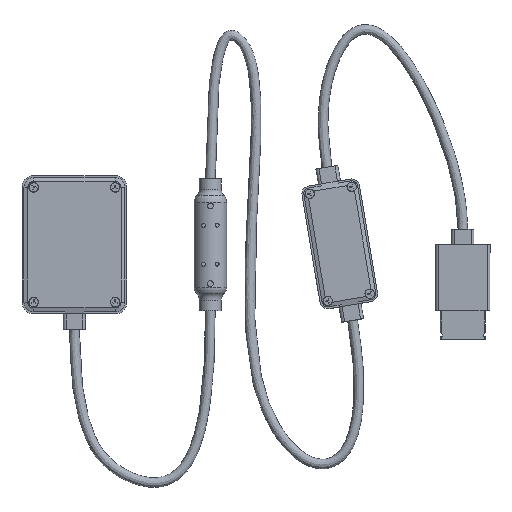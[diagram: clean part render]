
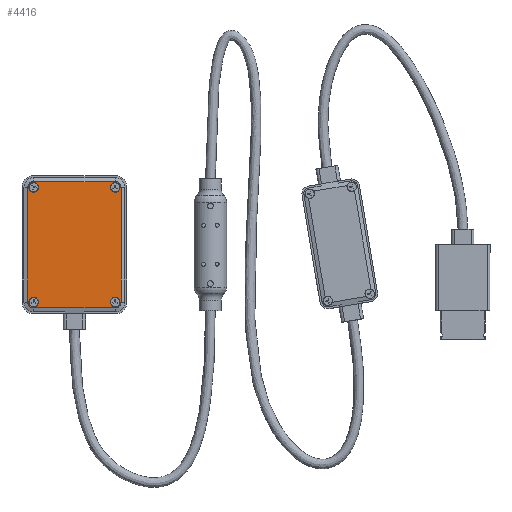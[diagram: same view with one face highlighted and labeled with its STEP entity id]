
A CAD part, front view. The second image highlights one B-rep face of the part: STEP entity #4416.
In plain terms, the highlighted planar face has unit normal (0, -1, 0).
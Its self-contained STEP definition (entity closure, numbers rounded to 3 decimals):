
#390 = FACE_OUTER_BOUND ( 'NONE', #21764, .T. ) ;
#627 = EDGE_CURVE ( 'NONE', #11152, #13357, #23990, .T. ) ;
#665 = EDGE_CURVE ( 'NONE', #914, #3818, #21376, .T. ) ;
#837 = VERTEX_POINT ( 'NONE', #14596 ) ;
#914 = VERTEX_POINT ( 'NONE', #11093 ) ;
#922 = DIRECTION ( 'NONE',  ( 0., 0., 1. ) ) ;
#1444 = VERTEX_POINT ( 'NONE', #15251 ) ;
#1448 = ORIENTED_EDGE ( 'NONE', *, *, #1781, .T. ) ;
#1532 = FACE_BOUND ( 'NONE', #20601, .T. ) ;
#1573 = AXIS2_PLACEMENT_3D ( 'NONE', #4964, #14047, #6501 ) ;
#1731 = VERTEX_POINT ( 'NONE', #23192 ) ;
#1781 = EDGE_CURVE ( 'NONE', #837, #14326, #6268, .T. ) ;
#1869 = DIRECTION ( 'NONE',  ( 0., -1., 0. ) ) ;
#1907 = DIRECTION ( 'NONE',  ( 0., -1., 0. ) ) ;
#1981 = DIRECTION ( 'NONE',  ( 0., 0., 1. ) ) ;
#1982 = DIRECTION ( 'NONE',  ( 0., 0., -1. ) ) ;
#2508 = VECTOR ( 'NONE', #12464, 1000. ) ;
#2648 = CARTESIAN_POINT ( 'NONE',  ( -10.5, -0.4, -16.03 ) ) ;
#2781 = CARTESIAN_POINT ( 'NONE',  ( -10.5, -0.4, 14.78 ) ) ;
#2817 = CARTESIAN_POINT ( 'NONE',  ( 10.5, -0.4, -14.78 ) ) ;
#2847 = AXIS2_PLACEMENT_3D ( 'NONE', #7612, #3816, #20376 ) ;
#3277 = FACE_BOUND ( 'NONE', #21925, .T. ) ;
#3294 = VERTEX_POINT ( 'NONE', #12164 ) ;
#3301 = DIRECTION ( 'NONE',  ( 0., -1., 0. ) ) ;
#3353 = EDGE_CURVE ( 'NONE', #14326, #9404, #21531, .T. ) ;
#3373 = ORIENTED_EDGE ( 'NONE', *, *, #15196, .T. ) ;
#3468 = DIRECTION ( 'NONE',  ( 0., 0., -1. ) ) ;
#3816 = DIRECTION ( 'NONE',  ( 0., -1., 0. ) ) ;
#3818 = VERTEX_POINT ( 'NONE', #2648 ) ;
#3886 = ORIENTED_EDGE ( 'NONE', *, *, #14879, .T. ) ;
#4190 = VECTOR ( 'NONE', #17302, 1000. ) ;
#4416 = ADVANCED_FACE ( 'NONE', ( #8227, #13450, #3277, #1532, #390 ), #13808, .F. ) ;
#4507 = CARTESIAN_POINT ( 'NONE',  ( 10.5, -0.4, -16.03 ) ) ;
#4643 = DIRECTION ( 'NONE',  ( 0., 0., -1. ) ) ;
#4876 = CIRCLE ( 'NONE', #14348, 1.25 ) ;
#4964 = CARTESIAN_POINT ( 'NONE',  ( -10.5, -0.4, -14.78 ) ) ;
#5099 = DIRECTION ( 'NONE',  ( 0., -1., 0. ) ) ;
#5168 = CARTESIAN_POINT ( 'NONE',  ( 10.5, -0.4, 14.78 ) ) ;
#5182 = ORIENTED_EDGE ( 'NONE', *, *, #10281, .T. ) ;
#5219 = EDGE_CURVE ( 'NONE', #13357, #11152, #8737, .T. ) ;
#5284 = AXIS2_PLACEMENT_3D ( 'NONE', #12115, #23474, #16051 ) ;
#5525 = AXIS2_PLACEMENT_3D ( 'NONE', #2817, #11830, #22872 ) ;
#5708 = CARTESIAN_POINT ( 'NONE',  ( 10.5, -0.4, 16.03 ) ) ;
#5864 = VECTOR ( 'NONE', #922, 1000. ) ;
#6022 = DIRECTION ( 'NONE',  ( 0., 0., 1. ) ) ;
#6268 = LINE ( 'NONE', #17771, #2508 ) ;
#6500 = DIRECTION ( 'NONE',  ( 0., -1., 0. ) ) ;
#6501 = DIRECTION ( 'NONE',  ( 0., 0., -1. ) ) ;
#7018 = DIRECTION ( 'NONE',  ( 0., 0., -1. ) ) ;
#7108 = DIRECTION ( 'NONE',  ( 0., 0., 1. ) ) ;
#7144 = ORIENTED_EDGE ( 'NONE', *, *, #665, .F. ) ;
#7214 = CIRCLE ( 'NONE', #11008, 1.5 ) ;
#7612 = CARTESIAN_POINT ( 'NONE',  ( 10.5, -0.4, -14.78 ) ) ;
#7635 = CARTESIAN_POINT ( 'NONE',  ( 12., -0.4, -14.78 ) ) ;
#7812 = EDGE_CURVE ( 'NONE', #17830, #1444, #19016, .T. ) ;
#7983 = CIRCLE ( 'NONE', #8384, 1.25 ) ;
#8167 = EDGE_CURVE ( 'NONE', #8853, #8971, #17557, .T. ) ;
#8227 = FACE_BOUND ( 'NONE', #21014, .T. ) ;
#8288 = CARTESIAN_POINT ( 'NONE',  ( 10.5, -0.4, -16.28 ) ) ;
#8384 = AXIS2_PLACEMENT_3D ( 'NONE', #5168, #23923, #7018 ) ;
#8520 = VERTEX_POINT ( 'NONE', #5708 ) ;
#8706 = ORIENTED_EDGE ( 'NONE', *, *, #9302, .T. ) ;
#8730 = CARTESIAN_POINT ( 'NONE',  ( 10.5, -0.4, -13.53 ) ) ;
#8737 = CIRCLE ( 'NONE', #2847, 1.25 ) ;
#8853 = VERTEX_POINT ( 'NONE', #16633 ) ;
#8971 = VERTEX_POINT ( 'NONE', #7635 ) ;
#9302 = EDGE_CURVE ( 'NONE', #3294, #8853, #23611, .T. ) ;
#9404 = VERTEX_POINT ( 'NONE', #21824 ) ;
#9520 = DIRECTION ( 'NONE',  ( 0., -1., 0. ) ) ;
#9566 = EDGE_CURVE ( 'NONE', #8520, #21489, #22724, .T. ) ;
#9844 = AXIS2_PLACEMENT_3D ( 'NONE', #20393, #9520, #1981 ) ;
#10257 = CIRCLE ( 'NONE', #9844, 1.5 ) ;
#10281 = EDGE_CURVE ( 'NONE', #1731, #3294, #7214, .T. ) ;
#11008 = AXIS2_PLACEMENT_3D ( 'NONE', #22593, #17279, #6022 ) ;
#11093 = CARTESIAN_POINT ( 'NONE',  ( -10.5, -0.4, -13.53 ) ) ;
#11152 = VERTEX_POINT ( 'NONE', #8730 ) ;
#11339 = ORIENTED_EDGE ( 'NONE', *, *, #5219, .F. ) ;
#11503 = CIRCLE ( 'NONE', #22138, 1.25 ) ;
#11830 = DIRECTION ( 'NONE',  ( 0., -1., 0. ) ) ;
#12039 = VERTEX_POINT ( 'NONE', #21207 ) ;
#12111 = CARTESIAN_POINT ( 'NONE',  ( -10.5, -0.4, 16.03 ) ) ;
#12115 = CARTESIAN_POINT ( 'NONE',  ( 10.5, -0.4, -14.78 ) ) ;
#12164 = CARTESIAN_POINT ( 'NONE',  ( -10.5, -0.4, -16.28 ) ) ;
#12185 = AXIS2_PLACEMENT_3D ( 'NONE', #14256, #3301, #7108 ) ;
#12201 = ORIENTED_EDGE ( 'NONE', *, *, #8167, .T. ) ;
#12247 = ORIENTED_EDGE ( 'NONE', *, *, #627, .F. ) ;
#12464 = DIRECTION ( 'NONE',  ( -1., 0., 0. ) ) ;
#12495 = DIRECTION ( 'NONE',  ( 0., 0., -1. ) ) ;
#13357 = VERTEX_POINT ( 'NONE', #4507 ) ;
#13450 = FACE_BOUND ( 'NONE', #17532, .T. ) ;
#13799 = CARTESIAN_POINT ( 'NONE',  ( 12., -0.4, 14.78 ) ) ;
#13808 = PLANE ( 'NONE',  #14831 ) ;
#13882 = DIRECTION ( 'NONE',  ( 0., 0., 1. ) ) ;
#13912 = ORIENTED_EDGE ( 'NONE', *, *, #3353, .T. ) ;
#14047 = DIRECTION ( 'NONE',  ( 0., -1., 0. ) ) ;
#14256 = CARTESIAN_POINT ( 'NONE',  ( -10.5, -0.4, 14.78 ) ) ;
#14326 = VERTEX_POINT ( 'NONE', #22148 ) ;
#14348 = AXIS2_PLACEMENT_3D ( 'NONE', #15731, #6500, #4643 ) ;
#14596 = CARTESIAN_POINT ( 'NONE',  ( 10.5, -0.4, 16.28 ) ) ;
#14831 = AXIS2_PLACEMENT_3D ( 'NONE', #2781, #23235, #13882 ) ;
#14879 = EDGE_CURVE ( 'NONE', #12039, #837, #10257, .T. ) ;
#15196 = EDGE_CURVE ( 'NONE', #8971, #12039, #23513, .T. ) ;
#15251 = CARTESIAN_POINT ( 'NONE',  ( -10.5, -0.4, 13.53 ) ) ;
#15731 = CARTESIAN_POINT ( 'NONE',  ( -10.5, -0.4, 14.78 ) ) ;
#16051 = DIRECTION ( 'NONE',  ( 0., 0., -1. ) ) ;
#16124 = ORIENTED_EDGE ( 'NONE', *, *, #23920, .F. ) ;
#16633 = CARTESIAN_POINT ( 'NONE',  ( 10.5, -0.4, -16.28 ) ) ;
#16951 = LINE ( 'NONE', #18905, #4190 ) ;
#17279 = DIRECTION ( 'NONE',  ( 0., -1., 0. ) ) ;
#17302 = DIRECTION ( 'NONE',  ( 0., 0., -1. ) ) ;
#17532 = EDGE_LOOP ( 'NONE', ( #16124, #19471 ) ) ;
#17557 = CIRCLE ( 'NONE', #5525, 1.5 ) ;
#17771 = CARTESIAN_POINT ( 'NONE',  ( -10.5, -0.4, 16.28 ) ) ;
#17830 = VERTEX_POINT ( 'NONE', #12111 ) ;
#18068 = AXIS2_PLACEMENT_3D ( 'NONE', #23773, #5099, #12495 ) ;
#18556 = ORIENTED_EDGE ( 'NONE', *, *, #20578, .F. ) ;
#18692 = VECTOR ( 'NONE', #23064, 1000. ) ;
#18905 = CARTESIAN_POINT ( 'NONE',  ( -12., -0.4, -14.78 ) ) ;
#19016 = CIRCLE ( 'NONE', #18068, 1.25 ) ;
#19140 = EDGE_CURVE ( 'NONE', #3818, #914, #11503, .T. ) ;
#19226 = ORIENTED_EDGE ( 'NONE', *, *, #20836, .T. ) ;
#19260 = ORIENTED_EDGE ( 'NONE', *, *, #9566, .F. ) ;
#19359 = CARTESIAN_POINT ( 'NONE',  ( 10.5, -0.4, 13.53 ) ) ;
#19471 = ORIENTED_EDGE ( 'NONE', *, *, #7812, .F. ) ;
#20202 = CARTESIAN_POINT ( 'NONE',  ( 10.5, -0.4, 14.78 ) ) ;
#20250 = AXIS2_PLACEMENT_3D ( 'NONE', #20202, #1869, #3468 ) ;
#20376 = DIRECTION ( 'NONE',  ( 0., 0., -1. ) ) ;
#20393 = CARTESIAN_POINT ( 'NONE',  ( 10.5, -0.4, 14.78 ) ) ;
#20394 = CARTESIAN_POINT ( 'NONE',  ( -10.5, -0.4, -14.78 ) ) ;
#20578 = EDGE_CURVE ( 'NONE', #21489, #8520, #7983, .T. ) ;
#20601 = EDGE_LOOP ( 'NONE', ( #18556, #19260 ) ) ;
#20836 = EDGE_CURVE ( 'NONE', #9404, #1731, #16951, .T. ) ;
#21014 = EDGE_LOOP ( 'NONE', ( #11339, #12247 ) ) ;
#21207 = CARTESIAN_POINT ( 'NONE',  ( 12., -0.4, 14.78 ) ) ;
#21376 = CIRCLE ( 'NONE', #1573, 1.25 ) ;
#21489 = VERTEX_POINT ( 'NONE', #19359 ) ;
#21531 = CIRCLE ( 'NONE', #12185, 1.5 ) ;
#21764 = EDGE_LOOP ( 'NONE', ( #13912, #19226, #5182, #8706, #12201, #3373, #3886, #1448 ) ) ;
#21824 = CARTESIAN_POINT ( 'NONE',  ( -12., -0.4, 14.78 ) ) ;
#21925 = EDGE_LOOP ( 'NONE', ( #23932, #7144 ) ) ;
#22138 = AXIS2_PLACEMENT_3D ( 'NONE', #20394, #1907, #1982 ) ;
#22148 = CARTESIAN_POINT ( 'NONE',  ( -10.5, -0.4, 16.28 ) ) ;
#22593 = CARTESIAN_POINT ( 'NONE',  ( -10.5, -0.4, -14.78 ) ) ;
#22724 = CIRCLE ( 'NONE', #20250, 1.25 ) ;
#22872 = DIRECTION ( 'NONE',  ( 0., 0., 1. ) ) ;
#23064 = DIRECTION ( 'NONE',  ( 1., 0., 0. ) ) ;
#23192 = CARTESIAN_POINT ( 'NONE',  ( -12., -0.4, -14.78 ) ) ;
#23235 = DIRECTION ( 'NONE',  ( 0., 1., 0. ) ) ;
#23474 = DIRECTION ( 'NONE',  ( 0., -1., 0. ) ) ;
#23513 = LINE ( 'NONE', #13799, #5864 ) ;
#23611 = LINE ( 'NONE', #8288, #18692 ) ;
#23773 = CARTESIAN_POINT ( 'NONE',  ( -10.5, -0.4, 14.78 ) ) ;
#23920 = EDGE_CURVE ( 'NONE', #1444, #17830, #4876, .T. ) ;
#23923 = DIRECTION ( 'NONE',  ( 0., -1., 0. ) ) ;
#23932 = ORIENTED_EDGE ( 'NONE', *, *, #19140, .F. ) ;
#23990 = CIRCLE ( 'NONE', #5284, 1.25 ) ;
